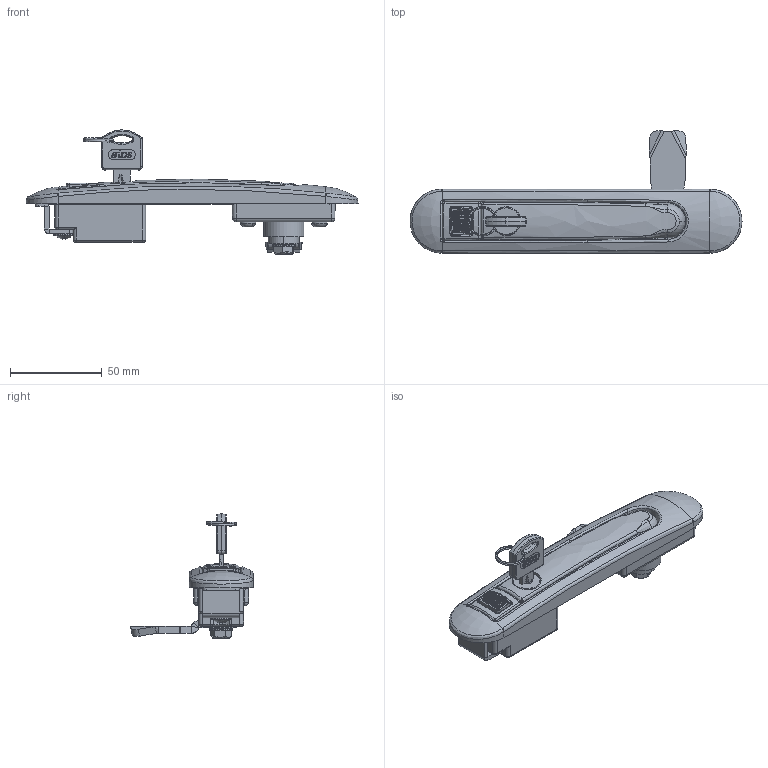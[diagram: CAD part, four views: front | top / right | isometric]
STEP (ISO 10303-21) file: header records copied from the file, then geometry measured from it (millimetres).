
FILE_DESCRIPTION (( 'STEP AP203' ), '1' );
FILE_NAME ('KI05.2.31.61.STEP', '2022-04-25T12:59:12', ( '' ), ( '' ), 'SwSTEP 2.0', 'SolidWorks 2021', '' );
FILE_SCHEMA (( 'CONFIG_CONTROL_DESIGN' ));
Products named in the file (1): KI05.2.31.61
Bounding box: 181 x 66.81 x 67.75 mm (x, y, z)
Surface area: 38077.9 mm2 (no closed solid volume)
Topology: 0 solids, 34 shells, 835 faces, 2771 edges, 1908 vertices
Faces by surface type: plane 384, bspline 188, cylinder 125, torus 69, cone 48, sphere 21
Entity records: 38797 total; most frequent: CARTESIAN_POINT 16930, ORIENTED_EDGE 4630, DIRECTION 3803, EDGE_CURVE 2766, VERTEX_POINT 1907, LINE 1343, VECTOR 1343, AXIS2_PLACEMENT_3D 1230
